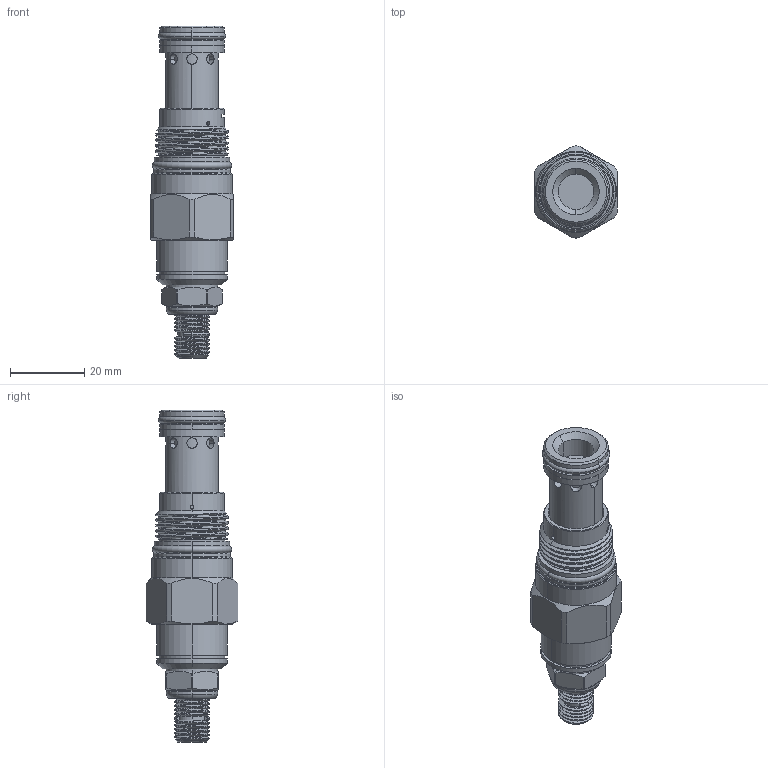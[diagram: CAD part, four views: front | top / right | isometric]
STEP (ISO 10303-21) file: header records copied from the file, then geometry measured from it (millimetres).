
FILE_DESCRIPTION (( 'STEP AP203' ), '1' );
FILE_NAME ('RP10A22-L.STEP', '2020-03-24T00:24:48', ( '' ), ( '' ), 'SwSTEP 2.0', 'SolidWorks 2018', '' );
FILE_SCHEMA (( 'CONFIG_CONTROL_DESIGN' ));
Length unit declared in the file: millimetre
Products named in the file (1): RP10A22-L
Bounding box: 22.22 x 24.79 x 89.5 mm (x, y, z)
Volume: 20946.5 mm3; surface area: 7856.3 mm2
Topology: 4 solids, 4 shells, 244 faces, 585 edges, 369 vertices
Faces by surface type: cylinder 124, plane 53, cone 32, torus 26, bspline 9
Entity records: 16074 total; most frequent: CARTESIAN_POINT 10596, ORIENTED_EDGE 1166, DIRECTION 1094, EDGE_CURVE 583, AXIS2_PLACEMENT_3D 453, VERTEX_POINT 369, EDGE_LOOP 270, ADVANCED_FACE 244
